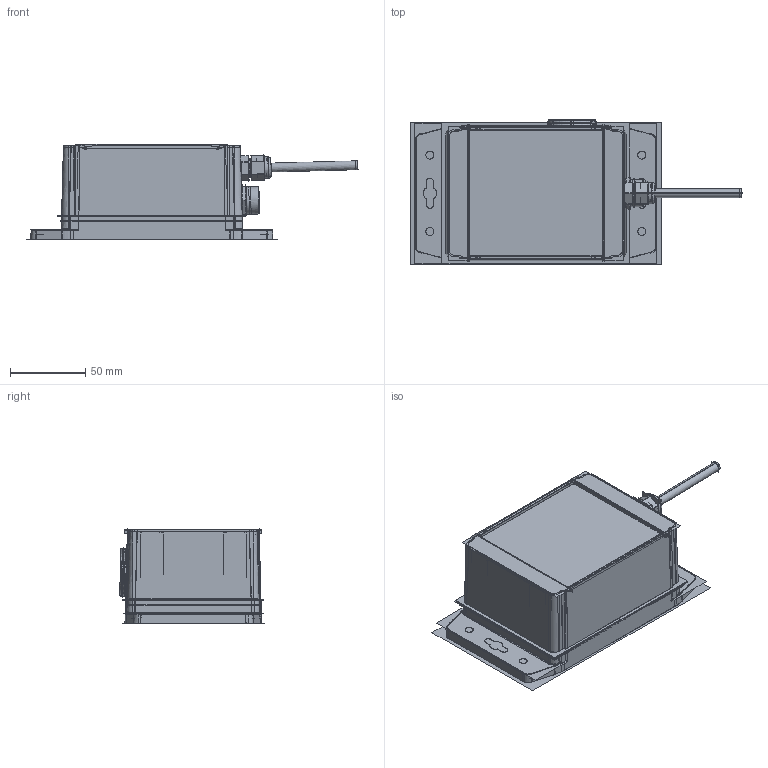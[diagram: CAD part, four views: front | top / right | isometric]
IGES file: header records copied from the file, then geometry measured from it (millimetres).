
Start section:  PTC IGES file: 167994.igs
Global section: file name: 167994.igs; native system: Pro/ENGINEER by Parametric Technology Corporation; preprocessor: 2009141; author: banengservice; organization: Unknown; date: 20120927.095948; units: millimetre
Bounding box: 220.54 x 96.13 x 63.22 mm (x, y, z)
Volume: 352877.2 mm3; surface area: 1289864.8 mm2
Topology: 26 solids, 36 shells, 6320 faces, 32712 edges, 41253 vertices
Faces by surface type: revolution 3024, bspline 2864, extrusion 432
